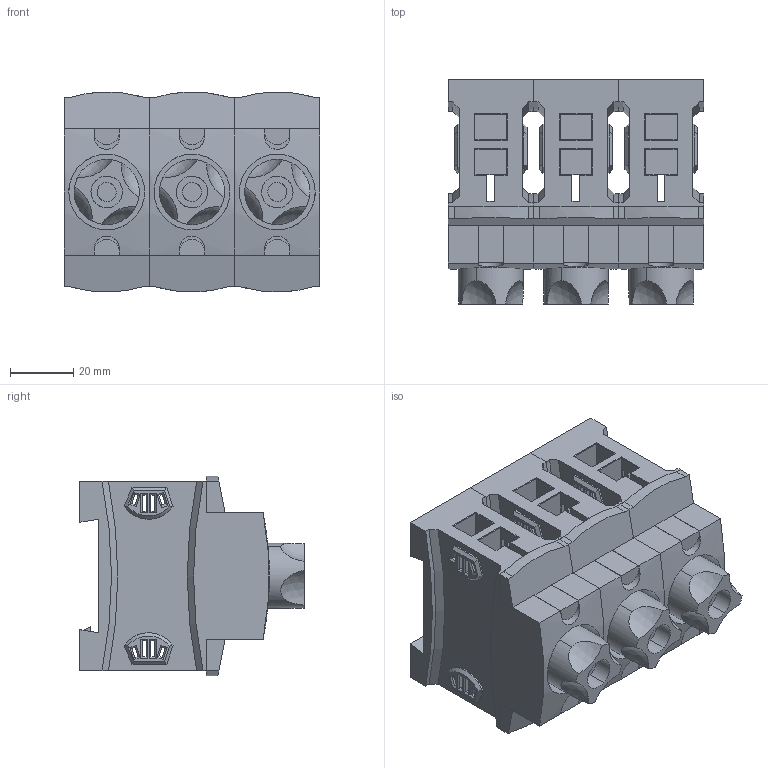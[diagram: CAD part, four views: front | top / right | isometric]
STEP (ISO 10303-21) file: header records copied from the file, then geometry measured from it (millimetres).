
FILE_DESCRIPTION(('CATIA V5 STEP Exchange','CAx-IF Rec.Pracs.--- Model Styling and Organization---1.2---2011-12-15'),'2;1');
FILE_NAME('31306000.stp','2014-11-03T08:30:51+00:00',('Frank Leistner'),('Wöhner GmbH & Co. KG'),'Version 5-6 Release 2012','CATIA V5 STEP AP214','none');
FILE_SCHEMA(('AUTOMOTIVE_DESIGN { 1 0 10303 214 1 1 1 1 }'));
Length unit declared in the file: millimetre
Products named in the file (5): 31306000; 79716000; 79723000; 79724000; 31006000
Assembly tree (14 placements, depth 2):
  31306000
    79716000  x3
    79723000  x6
    79724000  x2
    31006000  x3
Bounding box: 81 x 71 x 63.28 mm (x, y, z)
Volume: 178623.6 mm3; surface area: 77952.9 mm2
Topology: 14 solids, 14 shells, 977 faces, 2488 edges, 1566 vertices
Faces by surface type: plane 854, cylinder 87, cone 24, sphere 12
Entity records: 12175 total; most frequent: CARTESIAN_POINT 2167, ORIENTED_EDGE 1620, DIRECTION 1432, EDGE_CURVE 810, VECTOR 686, LINE 686, VERTEX_POINT 510, AXIS2_PLACEMENT_3D 401
